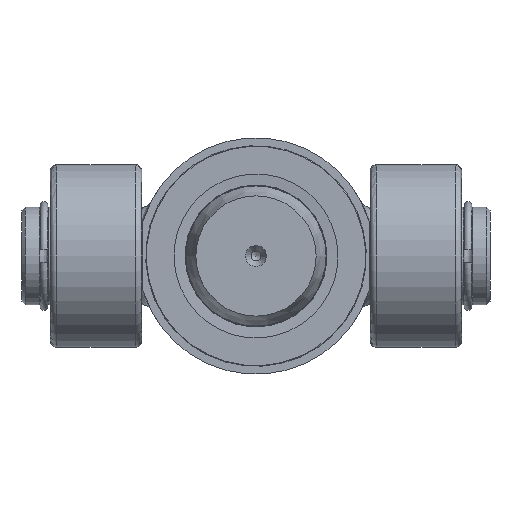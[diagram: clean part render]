
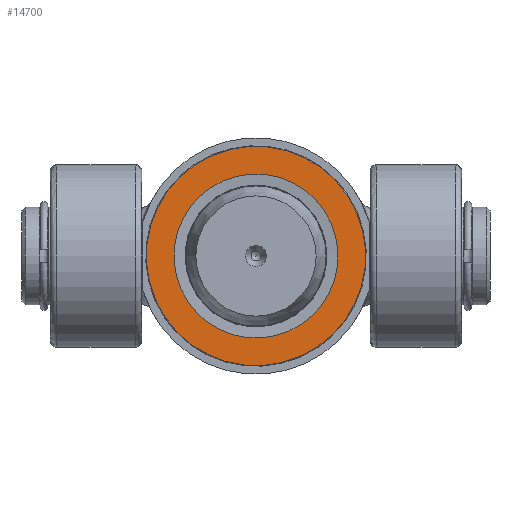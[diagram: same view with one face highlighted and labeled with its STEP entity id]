
A CAD part, front view. The second image highlights one B-rep face of the part: STEP entity #14700.
In plain terms, the highlighted face is planar.
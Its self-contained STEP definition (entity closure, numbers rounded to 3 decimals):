
#439=PLANE('',#15781);
#706=FACE_BOUND('',#2527,.T.);
#1614=FACE_OUTER_BOUND('',#2526,.T.);
#2526=EDGE_LOOP('',(#11860));
#2527=EDGE_LOOP('',(#11861));
#3961=CIRCLE('',#15780,34.8);
#3962=CIRCLE('',#15782,26.);
#6654=VERTEX_POINT('',#26280);
#6655=VERTEX_POINT('',#26283);
#8520=EDGE_CURVE('',#6654,#6654,#3961,.T.);
#8521=EDGE_CURVE('',#6655,#6655,#3962,.T.);
#11860=ORIENTED_EDGE('',*,*,#8520,.F.);
#11861=ORIENTED_EDGE('',*,*,#8521,.T.);
#14700=ADVANCED_FACE('',(#1614,#706),#439,.F.);
#15780=AXIS2_PLACEMENT_3D('',#26281,#17811,#17812);
#15781=AXIS2_PLACEMENT_3D('',#26282,#17813,#17814);
#15782=AXIS2_PLACEMENT_3D('',#26284,#17815,#17816);
#17811=DIRECTION('center_axis',(0.,0.,1.));
#17812=DIRECTION('ref_axis',(-1.,0.,0.));
#17813=DIRECTION('center_axis',(0.,0.,1.));
#17814=DIRECTION('ref_axis',(1.,0.,0.));
#17815=DIRECTION('center_axis',(0.,0.,1.));
#17816=DIRECTION('ref_axis',(0.,-1.,0.));
#26280=CARTESIAN_POINT('',(34.8,0.,0.));
#26281=CARTESIAN_POINT('Origin',(0.,0.,0.));
#26282=CARTESIAN_POINT('Origin',(0.,0.,
0.));
#26283=CARTESIAN_POINT('',(0.,-26.,0.));
#26284=CARTESIAN_POINT('Origin',(0.,0.,0.));
